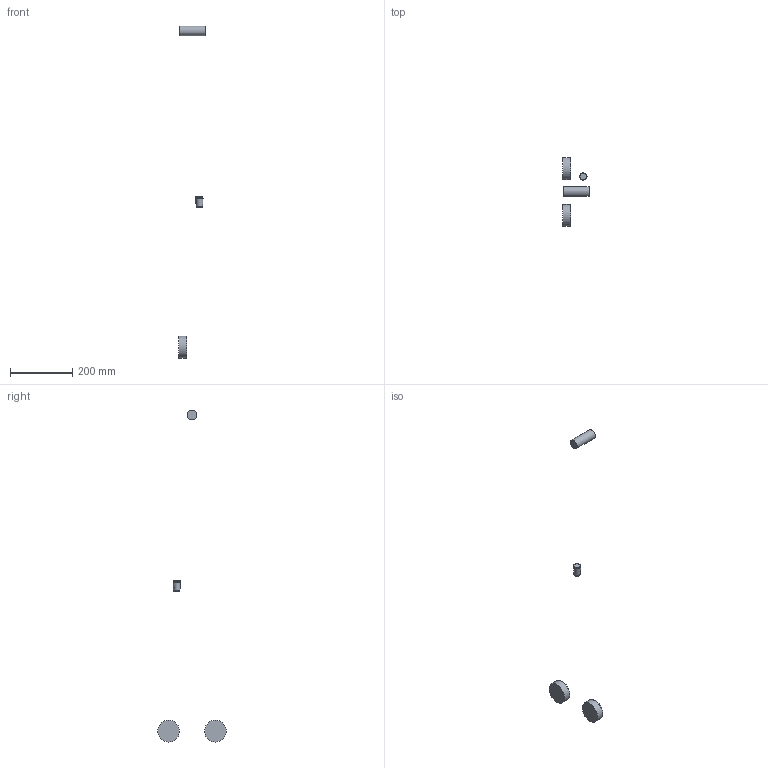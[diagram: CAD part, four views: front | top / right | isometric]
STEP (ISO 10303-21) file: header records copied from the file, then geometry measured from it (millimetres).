
FILE_DESCRIPTION(/* description */ ('Unknown'),/* implementation_level */ '2;1');
FILE_NAME(/* name */ '26696000',/* time_stamp */ '2022-08-26T11:25:36+02:00',/* author */ ('Unknown'),/* organization */ ('GROHE AG'),/* preprocessor_version */ 'ST-DEVELOPER v16.7',/* originating_system */ 'DEX',/* authorisation */ $);
FILE_SCHEMA (('AUTOMOTIVE_DESIGN {1 0 10303 214 3 1 1}'));
Length unit declared in the file: millimetre
Products named in the file (12): 26696000; id44; 081107 GTM1000C Handles Update02; A4285913_DIY_THM_Griff_Body_090831; DF_REVOL; extrude#; HEALED_BODY_2  ; Housing; rail_sur; shell; trim_sur
Assembly tree (11 placements, depth 2):
  26696000
    26696000
    id44
    081107 GTM1000C Handles Update02
    A4285913_DIY_THM_Griff_Body_090831
    DF_REVOL
    extrude#
    HEALED_BODY_2  
    Housing
    rail_sur
    shell
    trim_sur
Bounding box: 83.8 x 220 x 1066.08 mm (x, y, z)
Volume: 271206.9 mm3; surface area: 38697.3 mm2
Topology: 4 solids, 4 shells, 24 faces, 41 edges, 25 vertices
Faces by surface type: plane 8, torus 6, cylinder 5, cone 3, sphere 2
Full cylindrical faces by diameter (mm): 19.9 x1, 23 x1, 31.3 x1, 70 x2
Entity records: 759 total; most frequent: DIRECTION 112, CARTESIAN_POINT 76, AXIS2_PLACEMENT_3D 56, ORIENTED_EDGE 40, EDGE_LOOP 40, FACE_BOUND 40, ADVANCED_FACE 24, PRODUCT_DEFINITION_SHAPE 23
